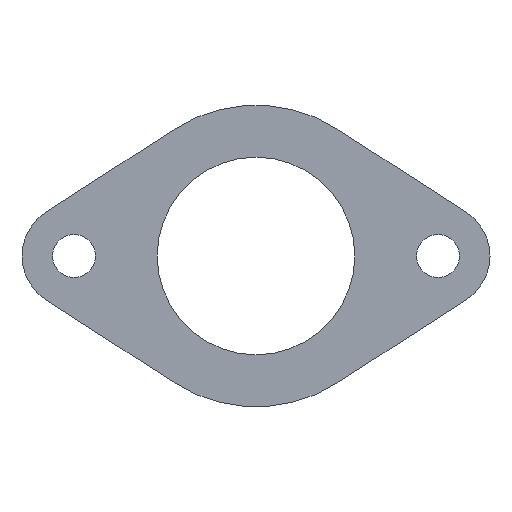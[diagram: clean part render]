
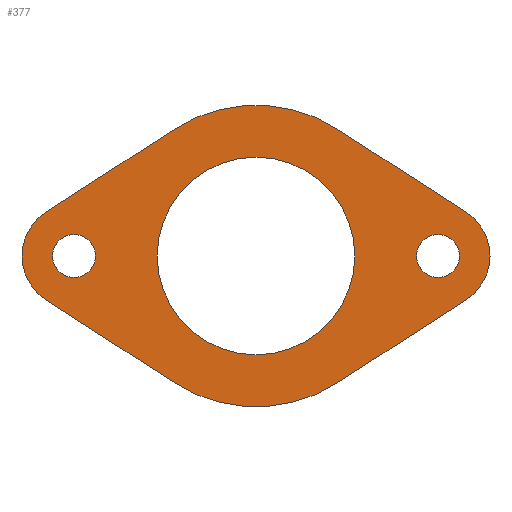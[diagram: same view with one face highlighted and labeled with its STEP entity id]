
A CAD part, left-side view. The second image highlights one B-rep face of the part: STEP entity #377.
In plain terms, the highlighted planar face has unit normal (-1, 0, 0).
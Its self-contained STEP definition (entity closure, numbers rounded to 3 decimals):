
#3 = CIRCLE ( 'NONE', #225, 9.5 ) ;
#13 = FACE_BOUND ( 'NONE', #668, .T. ) ;
#23 = VERTEX_POINT ( 'NONE', #138 ) ;
#34 = ORIENTED_EDGE ( 'NONE', *, *, #229, .F. ) ;
#48 = CIRCLE ( 'NONE', #629, 5. ) ;
#50 = CARTESIAN_POINT ( 'NONE',  ( -6., -17.5, 2.067 ) ) ;
#52 = EDGE_CURVE ( 'NONE', #932, #238, #219, .T. ) ;
#59 = ORIENTED_EDGE ( 'NONE', *, *, #264, .F. ) ;
#60 = CARTESIAN_POINT ( 'NONE',  ( -6., -20.214, -4.199 ) ) ;
#64 = DIRECTION ( 'NONE',  ( 0., -0.84, -0.543 ) ) ;
#69 = VECTOR ( 'NONE', #751, 1000. ) ;
#91 = VERTEX_POINT ( 'NONE', #798 ) ;
#97 = DIRECTION ( 'NONE',  ( 0., 0., 1. ) ) ;
#98 = VERTEX_POINT ( 'NONE', #319 ) ;
#103 = CARTESIAN_POINT ( 'NONE',  ( -6., -17.5, 0. ) ) ;
#107 = PLANE ( 'NONE',  #447 ) ;
#111 = ORIENTED_EDGE ( 'NONE', *, *, #130, .F. ) ;
#124 = LINE ( 'NONE', #851, #69 ) ;
#130 = EDGE_CURVE ( 'NONE', #23, #619, #140, .T. ) ;
#131 = DIRECTION ( 'NONE',  ( 0., 0., 1. ) ) ;
#134 = DIRECTION ( 'NONE',  ( 1., 0., 0. ) ) ;
#138 = CARTESIAN_POINT ( 'NONE',  ( -6., -17.5, -2.067 ) ) ;
#140 = CIRCLE ( 'NONE', #333, 2.067 ) ;
#152 = DIRECTION ( 'NONE',  ( 1., 0., 0. ) ) ;
#160 = VERTEX_POINT ( 'NONE', #416 ) ;
#168 = FACE_BOUND ( 'NONE', #591, .T. ) ;
#209 = LINE ( 'NONE', #606, #380 ) ;
#215 = CIRCLE ( 'NONE', #539, 14.5 ) ;
#219 = CIRCLE ( 'NONE', #772, 2.067 ) ;
#225 = AXIS2_PLACEMENT_3D ( 'NONE', #368, #843, #438 ) ;
#229 = EDGE_CURVE ( 'NONE', #502, #965, #124, .T. ) ;
#235 = CARTESIAN_POINT ( 'NONE',  ( -6., 0., 0. ) ) ;
#238 = VERTEX_POINT ( 'NONE', #605 ) ;
#250 = DIRECTION ( 'NONE',  ( 0., 0., 1. ) ) ;
#264 = EDGE_CURVE ( 'NONE', #619, #23, #589, .T. ) ;
#312 = VERTEX_POINT ( 'NONE', #866 ) ;
#318 = DIRECTION ( 'NONE',  ( 0., 0., -1. ) ) ;
#319 = CARTESIAN_POINT ( 'NONE',  ( -6., 0., 9.5 ) ) ;
#321 = CARTESIAN_POINT ( 'NONE',  ( -6., 22.5, 0. ) ) ;
#324 = DIRECTION ( 'NONE',  ( 1., 0., 0. ) ) ;
#333 = AXIS2_PLACEMENT_3D ( 'NONE', #884, #411, #974 ) ;
#334 = FACE_BOUND ( 'NONE', #780, .T. ) ;
#341 = EDGE_CURVE ( 'NONE', #402, #160, #836, .T. ) ;
#346 = CARTESIAN_POINT ( 'NONE',  ( -6., 23.741, -1.92 ) ) ;
#365 = DIRECTION ( 'NONE',  ( -1., 0., 0. ) ) ;
#368 = CARTESIAN_POINT ( 'NONE',  ( -6., 0., 0. ) ) ;
#377 = ADVANCED_FACE ( 'NONE', ( #334, #13, #168, #412 ), #107, .T. ) ;
#380 = VECTOR ( 'NONE', #535, 1000. ) ;
#396 = VERTEX_POINT ( 'NONE', #970 ) ;
#400 = ORIENTED_EDGE ( 'NONE', *, *, #854, .F. ) ;
#402 = VERTEX_POINT ( 'NONE', #496 ) ;
#410 = DIRECTION ( 'NONE',  ( 1., 0., 0. ) ) ;
#411 = DIRECTION ( 'NONE',  ( -1., 0., 0. ) ) ;
#412 = FACE_OUTER_BOUND ( 'NONE', #980, .T. ) ;
#416 = CARTESIAN_POINT ( 'NONE',  ( -6., 7.871, -12.177 ) ) ;
#420 = LINE ( 'NONE', #346, #948 ) ;
#432 = CARTESIAN_POINT ( 'NONE',  ( -6., 20.214, 4.199 ) ) ;
#438 = DIRECTION ( 'NONE',  ( 0., 0., -1. ) ) ;
#447 = AXIS2_PLACEMENT_3D ( 'NONE', #321, #814, #97 ) ;
#451 = EDGE_CURVE ( 'NONE', #160, #91, #420, .T. ) ;
#462 = ORIENTED_EDGE ( 'NONE', *, *, #899, .T. ) ;
#473 = DIRECTION ( 'NONE',  ( 0., 0., 1. ) ) ;
#479 = CARTESIAN_POINT ( 'NONE',  ( -6., 0., 0. ) ) ;
#481 = EDGE_CURVE ( 'NONE', #238, #932, #678, .T. ) ;
#496 = CARTESIAN_POINT ( 'NONE',  ( -6., -7.871, -12.177 ) ) ;
#502 = VERTEX_POINT ( 'NONE', #432 ) ;
#509 = CARTESIAN_POINT ( 'NONE',  ( -6., 7.871, 12.177 ) ) ;
#519 = AXIS2_PLACEMENT_3D ( 'NONE', #956, #410, #318 ) ;
#530 = EDGE_CURVE ( 'NONE', #98, #312, #3, .T. ) ;
#531 = VECTOR ( 'NONE', #64, 1000. ) ;
#535 = DIRECTION ( 'NONE',  ( 0., 0.84, -0.543 ) ) ;
#539 = AXIS2_PLACEMENT_3D ( 'NONE', #235, #324, #637 ) ;
#540 = LINE ( 'NONE', #859, #531 ) ;
#559 = CARTESIAN_POINT ( 'NONE',  ( -6., 17.5, 0. ) ) ;
#560 = EDGE_CURVE ( 'NONE', #91, #502, #48, .T. ) ;
#582 = DIRECTION ( 'NONE',  ( 1., 0., 0. ) ) ;
#589 = CIRCLE ( 'NONE', #861, 2.067 ) ;
#591 = EDGE_LOOP ( 'NONE', ( #111, #59 ) ) ;
#596 = CARTESIAN_POINT ( 'NONE',  ( -6., -17.5, 0. ) ) ;
#605 = CARTESIAN_POINT ( 'NONE',  ( -6., 17.5, 2.067 ) ) ;
#606 = CARTESIAN_POINT ( 'NONE',  ( -6., 7.998, -22.435 ) ) ;
#619 = VERTEX_POINT ( 'NONE', #50 ) ;
#626 = ORIENTED_EDGE ( 'NONE', *, *, #52, .T. ) ;
#629 = AXIS2_PLACEMENT_3D ( 'NONE', #679, #134, #667 ) ;
#637 = DIRECTION ( 'NONE',  ( 0., 0., 1. ) ) ;
#639 = ORIENTED_EDGE ( 'NONE', *, *, #341, .F. ) ;
#649 = ORIENTED_EDGE ( 'NONE', *, *, #451, .F. ) ;
#656 = DIRECTION ( 'NONE',  ( 0., 0., 1. ) ) ;
#661 = DIRECTION ( 'NONE',  ( 1., 0., 0. ) ) ;
#663 = AXIS2_PLACEMENT_3D ( 'NONE', #479, #661, #250 ) ;
#667 = DIRECTION ( 'NONE',  ( 0., 0., 1. ) ) ;
#668 = EDGE_LOOP ( 'NONE', ( #712, #626 ) ) ;
#669 = CIRCLE ( 'NONE', #756, 5. ) ;
#678 = CIRCLE ( 'NONE', #982, 2.067 ) ;
#679 = CARTESIAN_POINT ( 'NONE',  ( -6., 17.5, 0. ) ) ;
#680 = ORIENTED_EDGE ( 'NONE', *, *, #747, .F. ) ;
#708 = VERTEX_POINT ( 'NONE', #60 ) ;
#712 = ORIENTED_EDGE ( 'NONE', *, *, #481, .T. ) ;
#729 = EDGE_CURVE ( 'NONE', #708, #402, #209, .T. ) ;
#740 = DIRECTION ( 'NONE',  ( 1., 0., 0. ) ) ;
#741 = DIRECTION ( 'NONE',  ( 0., 0.84, 0.543 ) ) ;
#747 = EDGE_CURVE ( 'NONE', #396, #1015, #540, .T. ) ;
#751 = DIRECTION ( 'NONE',  ( 0., -0.84, 0.543 ) ) ;
#753 = CARTESIAN_POINT ( 'NONE',  ( -6., 17.5, -2.067 ) ) ;
#756 = AXIS2_PLACEMENT_3D ( 'NONE', #103, #740, #656 ) ;
#772 = AXIS2_PLACEMENT_3D ( 'NONE', #559, #152, #473 ) ;
#780 = EDGE_LOOP ( 'NONE', ( #462, #785 ) ) ;
#785 = ORIENTED_EDGE ( 'NONE', *, *, #530, .T. ) ;
#795 = ORIENTED_EDGE ( 'NONE', *, *, #729, .F. ) ;
#798 = CARTESIAN_POINT ( 'NONE',  ( -6., 20.214, -4.199 ) ) ;
#814 = DIRECTION ( 'NONE',  ( -1., 0., 0. ) ) ;
#815 = ORIENTED_EDGE ( 'NONE', *, *, #915, .F. ) ;
#836 = CIRCLE ( 'NONE', #663, 14.5 ) ;
#843 = DIRECTION ( 'NONE',  ( 1., 0., 0. ) ) ;
#850 = ORIENTED_EDGE ( 'NONE', *, *, #560, .F. ) ;
#851 = CARTESIAN_POINT ( 'NONE',  ( -6., 23.741, 1.92 ) ) ;
#854 = EDGE_CURVE ( 'NONE', #965, #396, #215, .T. ) ;
#859 = CARTESIAN_POINT ( 'NONE',  ( -6., 7.998, 22.435 ) ) ;
#861 = AXIS2_PLACEMENT_3D ( 'NONE', #596, #365, #131 ) ;
#866 = CARTESIAN_POINT ( 'NONE',  ( -6., 0., -9.5 ) ) ;
#884 = CARTESIAN_POINT ( 'NONE',  ( -6., -17.5, 0. ) ) ;
#899 = EDGE_CURVE ( 'NONE', #312, #98, #989, .T. ) ;
#901 = DIRECTION ( 'NONE',  ( 0., 0., 1. ) ) ;
#915 = EDGE_CURVE ( 'NONE', #1015, #708, #669, .T. ) ;
#932 = VERTEX_POINT ( 'NONE', #753 ) ;
#948 = VECTOR ( 'NONE', #741, 1000. ) ;
#956 = CARTESIAN_POINT ( 'NONE',  ( -6., 0., 0. ) ) ;
#965 = VERTEX_POINT ( 'NONE', #509 ) ;
#970 = CARTESIAN_POINT ( 'NONE',  ( -6., -7.871, 12.177 ) ) ;
#974 = DIRECTION ( 'NONE',  ( 0., 0., 1. ) ) ;
#979 = CARTESIAN_POINT ( 'NONE',  ( -6., 17.5, 0. ) ) ;
#980 = EDGE_LOOP ( 'NONE', ( #34, #850, #649, #639, #795, #815, #680, #400 ) ) ;
#982 = AXIS2_PLACEMENT_3D ( 'NONE', #979, #582, #901 ) ;
#989 = CIRCLE ( 'NONE', #519, 9.5 ) ;
#1006 = CARTESIAN_POINT ( 'NONE',  ( -6., -20.214, 4.199 ) ) ;
#1015 = VERTEX_POINT ( 'NONE', #1006 ) ;
